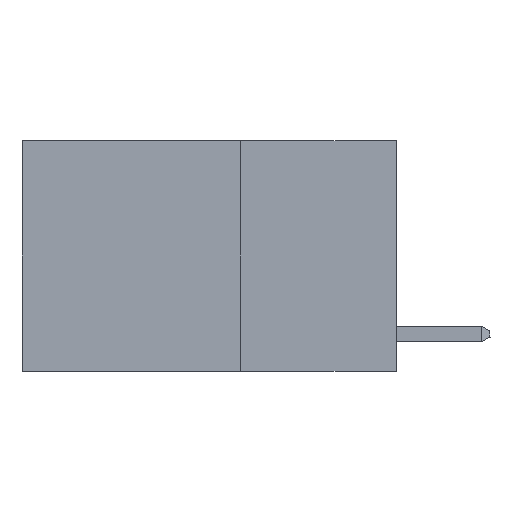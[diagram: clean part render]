
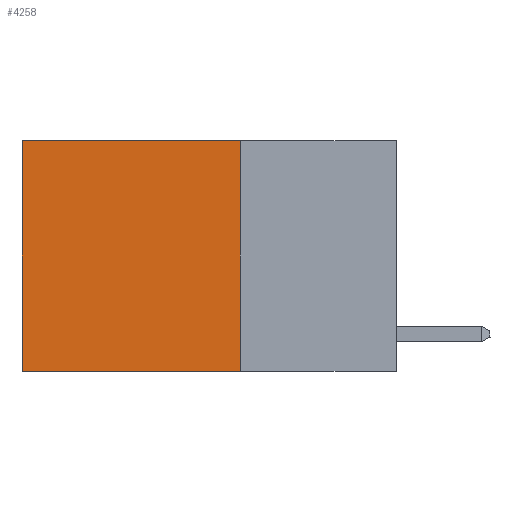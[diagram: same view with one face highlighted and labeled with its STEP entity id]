
A CAD part, left-side view. The second image highlights one B-rep face of the part: STEP entity #4258.
In plain terms, the highlighted planar face has unit normal (-1, 0, 0).
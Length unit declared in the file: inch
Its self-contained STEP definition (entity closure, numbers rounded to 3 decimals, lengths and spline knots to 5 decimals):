
#43 = AXIS2_PLACEMENT_3D ( 'NONE', #7534, #1913, #7617 ) ;
#63 = CARTESIAN_POINT ( 'NONE',  ( 0.2625, 0.25, -0.37 ) ) ;
#303 = DIRECTION ( 'NONE',  ( 0., 1., 0. ) ) ;
#545 = CARTESIAN_POINT ( 'NONE',  ( 0.2625, 0.25, -0.37 ) ) ;
#702 = VERTEX_POINT ( 'NONE', #4302 ) ;
#834 = VERTEX_POINT ( 'NONE', #3926 ) ;
#894 = ORIENTED_EDGE ( 'NONE', *, *, #5006, .F. ) ;
#1374 = VECTOR ( 'NONE', #3220, 39.37008 ) ;
#1674 = EDGE_LOOP ( 'NONE', ( #6988, #894, #4159, #6968 ) ) ;
#1870 = LINE ( 'NONE', #545, #2392 ) ;
#1913 = DIRECTION ( 'NONE',  ( 1., 0., 0. ) ) ;
#2338 = DIRECTION ( 'NONE',  ( 0., 0., -1. ) ) ;
#2392 = VECTOR ( 'NONE', #3143, 39.37008 ) ;
#2900 = CARTESIAN_POINT ( 'NONE',  ( 0.2625, 0.25, 0. ) ) ;
#3143 = DIRECTION ( 'NONE',  ( 0., 1., 0. ) ) ;
#3220 = DIRECTION ( 'NONE',  ( 0., 0., -1. ) ) ;
#3623 = CARTESIAN_POINT ( 'NONE',  ( 0.2625, 0.6, 0. ) ) ;
#3783 = CARTESIAN_POINT ( 'NONE',  ( 0.2625, 0.25, 0. ) ) ;
#3926 = CARTESIAN_POINT ( 'NONE',  ( 0.2625, 0.6, -0.37 ) ) ;
#3957 = VERTEX_POINT ( 'NONE', #63 ) ;
#4159 = ORIENTED_EDGE ( 'NONE', *, *, #4429, .F. ) ;
#4258 = ADVANCED_FACE ( 'NONE', ( #6212 ), #6899, .F. ) ;
#4302 = CARTESIAN_POINT ( 'NONE',  ( 0.2625, 0.25, 0. ) ) ;
#4429 = EDGE_CURVE ( 'NONE', #702, #3957, #5737, .T. ) ;
#4920 = EDGE_CURVE ( 'NONE', #702, #7609, #7296, .T. ) ;
#5006 = EDGE_CURVE ( 'NONE', #3957, #834, #1870, .T. ) ;
#5248 = CARTESIAN_POINT ( 'NONE',  ( 0.2625, 0.6, 0. ) ) ;
#5617 = VECTOR ( 'NONE', #2338, 39.37008 ) ;
#5737 = LINE ( 'NONE', #3783, #1374 ) ;
#6212 = FACE_OUTER_BOUND ( 'NONE', #1674, .T. ) ;
#6419 = VECTOR ( 'NONE', #303, 39.37008 ) ;
#6899 = PLANE ( 'NONE',  #43 ) ;
#6968 = ORIENTED_EDGE ( 'NONE', *, *, #4920, .T. ) ;
#6988 = ORIENTED_EDGE ( 'NONE', *, *, #7632, .T. ) ;
#7296 = LINE ( 'NONE', #2900, #6419 ) ;
#7439 = LINE ( 'NONE', #3623, #5617 ) ;
#7534 = CARTESIAN_POINT ( 'NONE',  ( 0.2625, 0.25, 0. ) ) ;
#7609 = VERTEX_POINT ( 'NONE', #5248 ) ;
#7617 = DIRECTION ( 'NONE',  ( 0., 0., -1. ) ) ;
#7632 = EDGE_CURVE ( 'NONE', #7609, #834, #7439, .T. ) ;
